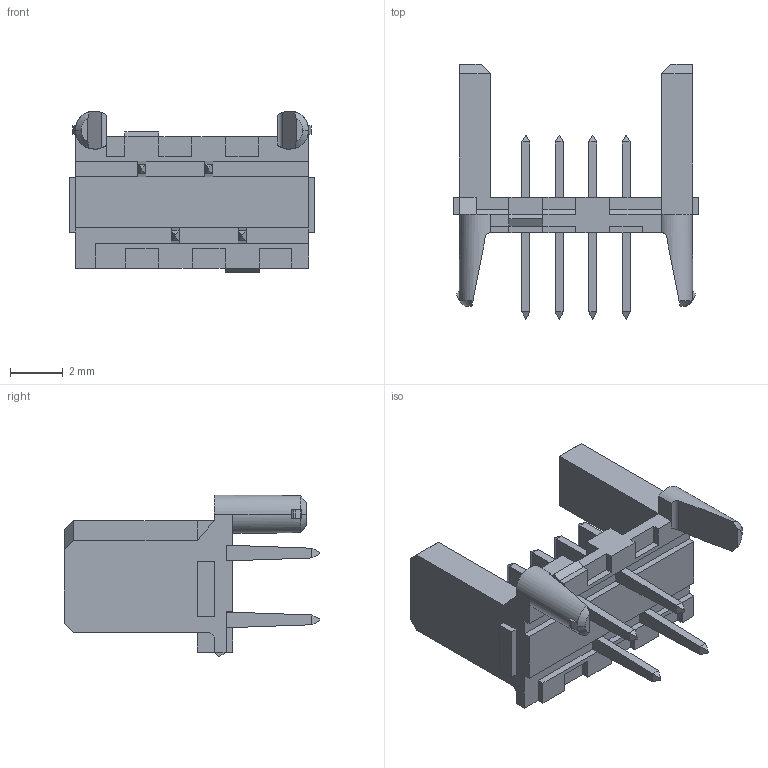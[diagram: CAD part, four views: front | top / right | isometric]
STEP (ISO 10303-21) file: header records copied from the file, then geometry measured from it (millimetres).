
FILE_DESCRIPTION(('STEP AP242'),'1');
FILE_NAME('90325-0004.stp','2021-06-03T11:35:43',('TraceParts'),('TraceParts S.A.'),'Spatial InterOp 3D',' ',' ');
FILE_SCHEMA(('AP242_MANAGED_MODEL_BASED_3D_ENGINEERING_MIM_LF {1 0 10303 442 1 1 4}'));
Length unit declared in the file: millimetre
Products named in the file (1): 90325-0004_1
Bounding box: 9.32 x 9.7 x 6.16 mm (x, y, z)
Volume: 100.2 mm3; surface area: 319.2 mm2
Topology: 1 solids, 1 shells, 208 faces, 544 edges, 355 vertices
Faces by surface type: plane 198, cylinder 6, cone 4
Entity records: 6262 total; most frequent: CARTESIAN_POINT 1173, ORIENTED_EDGE 1064, DIRECTION 980, EDGE_CURVE 532, LINE 496, VECTOR 496, VERTEX_POINT 331, AXIS2_PLACEMENT_3D 242
